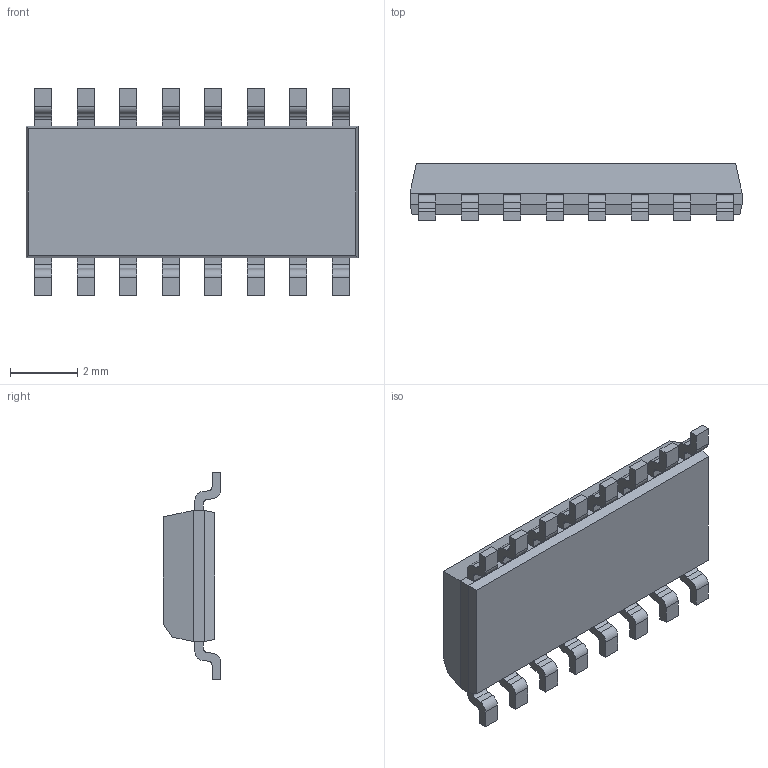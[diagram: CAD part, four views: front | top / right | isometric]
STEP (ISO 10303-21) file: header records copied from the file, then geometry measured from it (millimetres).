
FILE_DESCRIPTION (( 'STEP AP214' ), '1' );
FILE_NAME ('1D18AD34-0776-4341-A50C-2A22300E50F8.STEP', '2023-04-12T07:25:23', ( '' ), ( '' ), 'SwSTEP 2.0', 'SolidWorks 2022', '' );
FILE_SCHEMA (( 'AUTOMOTIVE_DESIGN' ));
Length unit declared in the file: inch
Products named in the file (1): 1D18AD34-0776-4341-A50C-2A22300E50F8
Bounding box: 9.91 x 1.7 x 6.2 mm (x, y, z)
Volume: 59.2 mm3; surface area: 147.9 mm2
Topology: 1 solids, 1 shells, 226 faces, 613 edges, 406 vertices
Faces by surface type: plane 160, cylinder 66
Entity records: 10063 total; most frequent: CARTESIAN_POINT 1246, ORIENTED_EDGE 1226, DIRECTION 1199, EDGE_CURVE 613, VECTOR 481, LINE 481, VERTEX_POINT 406, AXIS2_PLACEMENT_3D 359
